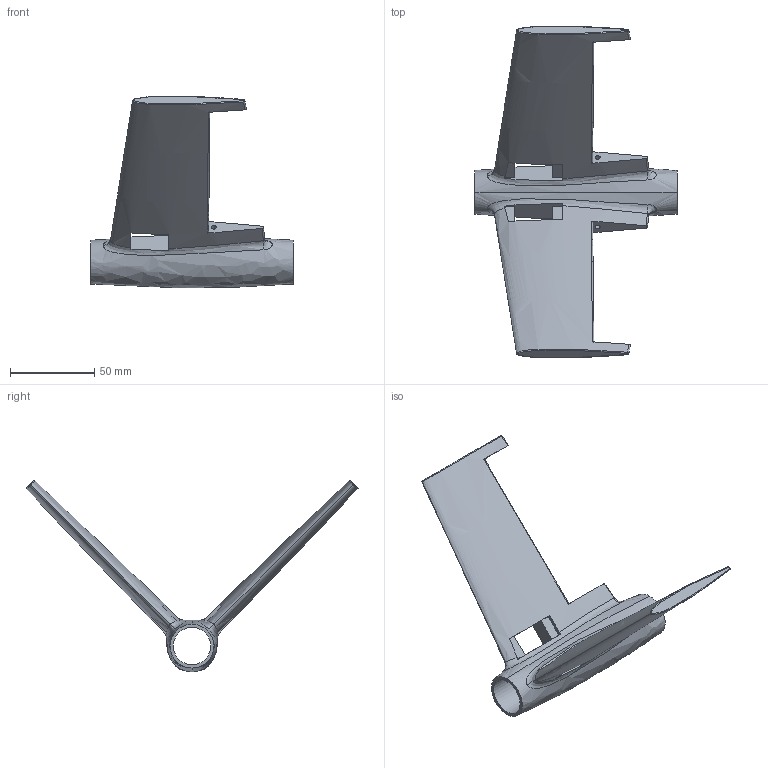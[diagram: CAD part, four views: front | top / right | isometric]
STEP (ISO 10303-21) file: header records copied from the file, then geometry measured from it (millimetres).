
FILE_DESCRIPTION(/* description */ (''),/* implementation_level */ '2;1');
FILE_NAME(/* name */ 'P_aft_V.stp',/* time_stamp */ '2025-09-05T13:29:44+02:00',/* author */ ('FAL'),/* organization */ (''),/* preprocessor_version */ 'ST-DEVELOPER v20.1',/* originating_system */ 'Autodesk Inventor 2026',/* authorisation */ '');
FILE_SCHEMA (('AUTOMOTIVE_DESIGN { 1 0 10303 214 3 1 1 }'));
Length unit declared in the file: millimetre
Products named in the file (1): P_Heck
Bounding box: 120 x 197.15 x 113.9 mm (x, y, z)
Volume: 143447 mm3; surface area: 49780.4 mm2
Topology: 1 solids, 1 shells, 61 faces, 183 edges, 126 vertices
Faces by surface type: bspline 30, plane 28, cone 2, cylinder 1
Full cylindrical faces by diameter (mm): 22.2 x1
Entity records: 6460 total; most frequent: CARTESIAN_POINT 5059, ORIENTED_EDGE 366, EDGE_CURVE 183, DIRECTION 145, VERTEX_POINT 126, B_SPLINE_CURVE_WITH_KNOTS 124, EDGE_LOOP 69, FACE_OUTER_BOUND 61
